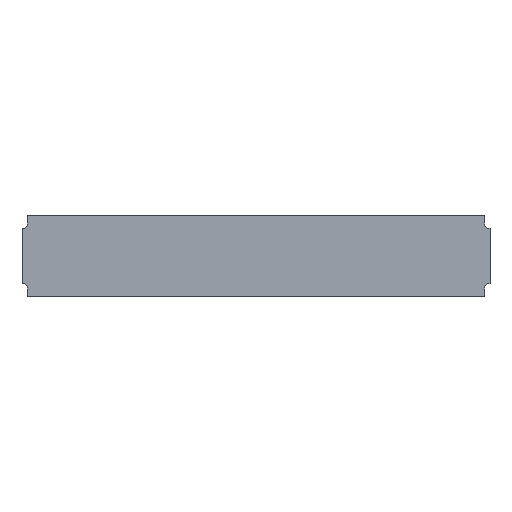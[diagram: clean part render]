
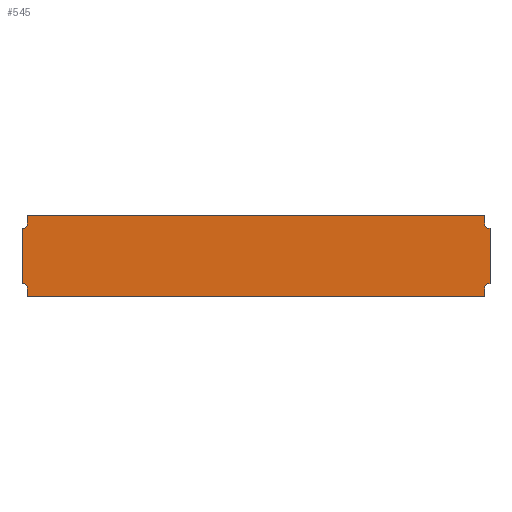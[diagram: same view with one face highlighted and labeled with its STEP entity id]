
A CAD part, top view. The second image highlights one B-rep face of the part: STEP entity #545.
In plain terms, the highlighted planar face has unit normal (0, 0, 1).
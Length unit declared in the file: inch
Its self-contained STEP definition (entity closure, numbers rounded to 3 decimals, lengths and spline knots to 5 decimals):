
#1 = CARTESIAN_POINT ( 'NONE',  ( -13.5, -1.8535, 0.625 ) ) ;
#2 = VERTEX_POINT ( 'NONE', #215 ) ;
#7 = VERTEX_POINT ( 'NONE', #259 ) ;
#13 = CARTESIAN_POINT ( 'NONE',  ( -13.5625, -1.6035, 0.625 ) ) ;
#18 = CARTESIAN_POINT ( 'NONE',  ( -13.25, 1.6035, 0.625 ) ) ;
#34 = CARTESIAN_POINT ( 'NONE',  ( 13.25, -2.3535, 0.625 ) ) ;
#35 = DIRECTION ( 'NONE',  ( 0., 0., -1. ) ) ;
#37 = EDGE_CURVE ( 'NONE', #61, #190, #520, .T. ) ;
#39 = VERTEX_POINT ( 'NONE', #170 ) ;
#40 = DIRECTION ( 'NONE',  ( -1., 0., 0. ) ) ;
#44 = EDGE_CURVE ( 'NONE', #163, #39, #126, .T. ) ;
#46 = ORIENTED_EDGE ( 'NONE', *, *, #253, .T. ) ;
#47 = AXIS2_PLACEMENT_3D ( 'NONE', #1, #278, #48 ) ;
#48 = DIRECTION ( 'NONE',  ( -1., 0., 0. ) ) ;
#54 = ORIENTED_EDGE ( 'NONE', *, *, #183, .T. ) ;
#61 = VERTEX_POINT ( 'NONE', #75 ) ;
#62 = EDGE_CURVE ( 'NONE', #61, #603, #493, .T. ) ;
#63 = CARTESIAN_POINT ( 'NONE',  ( -13.5, -1.6035, 0.625 ) ) ;
#69 = AXIS2_PLACEMENT_3D ( 'NONE', #602, #35, #175 ) ;
#75 = CARTESIAN_POINT ( 'NONE',  ( 13.25, -1.8535, 0.625 ) ) ;
#76 = LINE ( 'NONE', #508, #109 ) ;
#84 = DIRECTION ( 'NONE',  ( 0., -1., 0. ) ) ;
#93 = VERTEX_POINT ( 'NONE', #593 ) ;
#97 = EDGE_CURVE ( 'NONE', #463, #494, #551, .T. ) ;
#109 = VECTOR ( 'NONE', #362, 39.37008 ) ;
#110 = CARTESIAN_POINT ( 'NONE',  ( 13.5625, -1.6035, 0.625 ) ) ;
#112 = EDGE_CURVE ( 'NONE', #463, #490, #361, .T. ) ;
#123 = DIRECTION ( 'NONE',  ( -1., 0., 0. ) ) ;
#126 = LINE ( 'NONE', #18, #334 ) ;
#143 = DIRECTION ( 'NONE',  ( 0., -1., 0. ) ) ;
#146 = DIRECTION ( 'NONE',  ( -1., 0., 0. ) ) ;
#152 = ORIENTED_EDGE ( 'NONE', *, *, #588, .T. ) ;
#159 = CARTESIAN_POINT ( 'NONE',  ( 13.5625, -1.6035, 0.625 ) ) ;
#163 = VERTEX_POINT ( 'NONE', #415 ) ;
#168 = VECTOR ( 'NONE', #40, 39.37008 ) ;
#170 = CARTESIAN_POINT ( 'NONE',  ( -13.5625, 1.6035, 0.625 ) ) ;
#175 = DIRECTION ( 'NONE',  ( -1., 0., 0. ) ) ;
#183 = EDGE_CURVE ( 'NONE', #39, #416, #606, .T. ) ;
#190 = VERTEX_POINT ( 'NONE', #314 ) ;
#197 = VECTOR ( 'NONE', #84, 39.37008 ) ;
#199 = VERTEX_POINT ( 'NONE', #265 ) ;
#200 = EDGE_CURVE ( 'NONE', #603, #199, #566, .T. ) ;
#201 = CARTESIAN_POINT ( 'NONE',  ( 13.5, 1.6035, 0.625 ) ) ;
#212 = DIRECTION ( 'NONE',  ( 0., -1., 0. ) ) ;
#213 = VERTEX_POINT ( 'NONE', #422 ) ;
#214 = CARTESIAN_POINT ( 'NONE',  ( 13.5625, 1.6035, 0.625 ) ) ;
#215 = CARTESIAN_POINT ( 'NONE',  ( -13.25, -1.8535, 0.625 ) ) ;
#216 = CARTESIAN_POINT ( 'NONE',  ( 13.25, -2.3535, 0.625 ) ) ;
#217 = EDGE_LOOP ( 'NONE', ( #390, #594, #556, #269, #240, #54, #538, #577, #152, #302, #561, #355, #373, #333, #363, #46 ) ) ;
#227 = DIRECTION ( 'NONE',  ( 0., -1., 0. ) ) ;
#229 = AXIS2_PLACEMENT_3D ( 'NONE', #505, #542, #402 ) ;
#233 = FACE_OUTER_BOUND ( 'NONE', #217, .T. ) ;
#236 = DIRECTION ( 'NONE',  ( 0., -1., 0. ) ) ;
#240 = ORIENTED_EDGE ( 'NONE', *, *, #44, .T. ) ;
#241 = DIRECTION ( 'NONE',  ( -1., 0., 0. ) ) ;
#246 = VECTOR ( 'NONE', #212, 39.37008 ) ;
#253 = EDGE_CURVE ( 'NONE', #494, #549, #420, .T. ) ;
#255 = CARTESIAN_POINT ( 'NONE',  ( -13.25, -1.6035, 0.625 ) ) ;
#256 = DIRECTION ( 'NONE',  ( -1., 0., 0. ) ) ;
#259 = CARTESIAN_POINT ( 'NONE',  ( -13.25, 2.3535, 0.625 ) ) ;
#265 = CARTESIAN_POINT ( 'NONE',  ( -13.25, -2.3535, 0.625 ) ) ;
#266 = LINE ( 'NONE', #597, #448 ) ;
#269 = ORIENTED_EDGE ( 'NONE', *, *, #600, .T. ) ;
#272 = VECTOR ( 'NONE', #539, 39.37008 ) ;
#276 = DIRECTION ( 'NONE',  ( 0., 0., -1. ) ) ;
#278 = DIRECTION ( 'NONE',  ( 0., 0., -1. ) ) ;
#287 = CARTESIAN_POINT ( 'NONE',  ( 13.25, 1.8535, 0.625 ) ) ;
#288 = CARTESIAN_POINT ( 'NONE',  ( 13.25, 2.3535, 0.625 ) ) ;
#299 = EDGE_CURVE ( 'NONE', #7, #93, #389, .T. ) ;
#302 = ORIENTED_EDGE ( 'NONE', *, *, #200, .F. ) ;
#303 = LINE ( 'NONE', #255, #272 ) ;
#314 = CARTESIAN_POINT ( 'NONE',  ( 13.5, -1.6035, 0.625 ) ) ;
#316 = EDGE_CURVE ( 'NONE', #213, #549, #430, .T. ) ;
#333 = ORIENTED_EDGE ( 'NONE', *, *, #112, .F. ) ;
#334 = VECTOR ( 'NONE', #256, 39.37008 ) ;
#337 = CIRCLE ( 'NONE', #69, 0.25 ) ;
#355 = ORIENTED_EDGE ( 'NONE', *, *, #37, .T. ) ;
#361 = LINE ( 'NONE', #367, #409 ) ;
#362 = DIRECTION ( 'NONE',  ( -1., 0., 0. ) ) ;
#363 = ORIENTED_EDGE ( 'NONE', *, *, #97, .T. ) ;
#367 = CARTESIAN_POINT ( 'NONE',  ( 13.5625, 1.6035, 0.625 ) ) ;
#373 = ORIENTED_EDGE ( 'NONE', *, *, #518, .F. ) ;
#376 = EDGE_CURVE ( 'NONE', #524, #2, #572, .T. ) ;
#377 = AXIS2_PLACEMENT_3D ( 'NONE', #466, #558, #146 ) ;
#385 = VECTOR ( 'NONE', #143, 39.37008 ) ;
#389 = LINE ( 'NONE', #581, #500 ) ;
#390 = ORIENTED_EDGE ( 'NONE', *, *, #316, .F. ) ;
#402 = DIRECTION ( 'NONE',  ( -1., 0., 0. ) ) ;
#409 = VECTOR ( 'NONE', #227, 39.37008 ) ;
#415 = CARTESIAN_POINT ( 'NONE',  ( -13.5, 1.6035, 0.625 ) ) ;
#416 = VERTEX_POINT ( 'NONE', #13 ) ;
#419 = AXIS2_PLACEMENT_3D ( 'NONE', #481, #276, #241 ) ;
#420 = CIRCLE ( 'NONE', #419, 0.25 ) ;
#422 = CARTESIAN_POINT ( 'NONE',  ( 13.25, 2.3535, 0.625 ) ) ;
#430 = LINE ( 'NONE', #288, #385 ) ;
#443 = EDGE_CURVE ( 'NONE', #524, #416, #303, .T. ) ;
#448 = VECTOR ( 'NONE', #462, 39.37008 ) ;
#462 = DIRECTION ( 'NONE',  ( 0., -1., 0. ) ) ;
#463 = VERTEX_POINT ( 'NONE', #214 ) ;
#466 = CARTESIAN_POINT ( 'NONE',  ( 0., 0., 0.625 ) ) ;
#481 = CARTESIAN_POINT ( 'NONE',  ( 13.5, 1.8535, 0.625 ) ) ;
#490 = VERTEX_POINT ( 'NONE', #159 ) ;
#492 = DIRECTION ( 'NONE',  ( -1., 0., 0. ) ) ;
#493 = LINE ( 'NONE', #548, #246 ) ;
#494 = VERTEX_POINT ( 'NONE', #201 ) ;
#498 = LINE ( 'NONE', #110, #513 ) ;
#500 = VECTOR ( 'NONE', #236, 39.37008 ) ;
#505 = CARTESIAN_POINT ( 'NONE',  ( 13.5, -1.8535, 0.625 ) ) ;
#508 = CARTESIAN_POINT ( 'NONE',  ( 13.25, 2.3535, 0.625 ) ) ;
#513 = VECTOR ( 'NONE', #492, 39.37008 ) ;
#517 = CARTESIAN_POINT ( 'NONE',  ( -13.5625, 1.6035, 0.625 ) ) ;
#518 = EDGE_CURVE ( 'NONE', #490, #190, #498, .T. ) ;
#520 = CIRCLE ( 'NONE', #229, 0.25 ) ;
#524 = VERTEX_POINT ( 'NONE', #63 ) ;
#538 = ORIENTED_EDGE ( 'NONE', *, *, #443, .F. ) ;
#539 = DIRECTION ( 'NONE',  ( -1., 0., 0. ) ) ;
#542 = DIRECTION ( 'NONE',  ( 0., 0., -1. ) ) ;
#545 = ADVANCED_FACE ( 'NONE', ( #233 ), #611, .F. ) ;
#548 = CARTESIAN_POINT ( 'NONE',  ( 13.25, -1.6035, 0.625 ) ) ;
#549 = VERTEX_POINT ( 'NONE', #287 ) ;
#551 = LINE ( 'NONE', #596, #563 ) ;
#556 = ORIENTED_EDGE ( 'NONE', *, *, #299, .T. ) ;
#558 = DIRECTION ( 'NONE',  ( 0., 0., -1. ) ) ;
#561 = ORIENTED_EDGE ( 'NONE', *, *, #62, .F. ) ;
#563 = VECTOR ( 'NONE', #123, 39.37008 ) ;
#566 = LINE ( 'NONE', #34, #168 ) ;
#572 = CIRCLE ( 'NONE', #47, 0.25 ) ;
#577 = ORIENTED_EDGE ( 'NONE', *, *, #376, .T. ) ;
#581 = CARTESIAN_POINT ( 'NONE',  ( -13.25, 2.3535, 0.625 ) ) ;
#583 = EDGE_CURVE ( 'NONE', #213, #7, #76, .T. ) ;
#588 = EDGE_CURVE ( 'NONE', #2, #199, #266, .T. ) ;
#593 = CARTESIAN_POINT ( 'NONE',  ( -13.25, 1.8535, 0.625 ) ) ;
#594 = ORIENTED_EDGE ( 'NONE', *, *, #583, .T. ) ;
#596 = CARTESIAN_POINT ( 'NONE',  ( 13.5625, 1.6035, 0.625 ) ) ;
#597 = CARTESIAN_POINT ( 'NONE',  ( -13.25, -1.6035, 0.625 ) ) ;
#600 = EDGE_CURVE ( 'NONE', #93, #163, #337, .T. ) ;
#602 = CARTESIAN_POINT ( 'NONE',  ( -13.5, 1.8535, 0.625 ) ) ;
#603 = VERTEX_POINT ( 'NONE', #216 ) ;
#606 = LINE ( 'NONE', #517, #197 ) ;
#611 = PLANE ( 'NONE',  #377 ) ;
